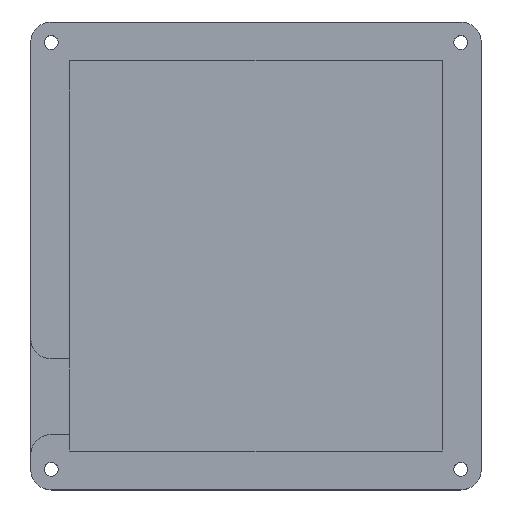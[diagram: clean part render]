
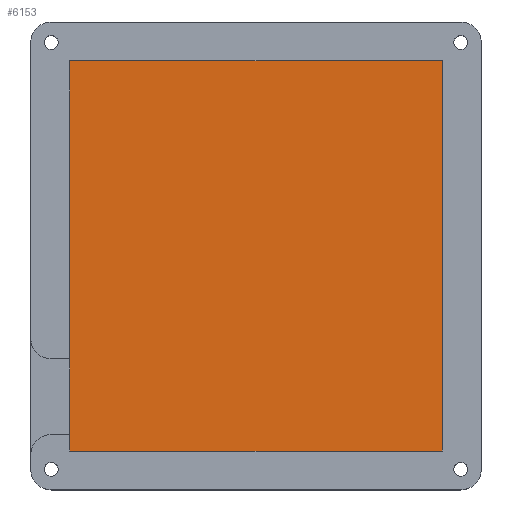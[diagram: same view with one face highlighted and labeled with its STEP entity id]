
A CAD part, top view. The second image highlights one B-rep face of the part: STEP entity #6153.
In plain terms, the highlighted planar face has unit normal (0, 0, 1).
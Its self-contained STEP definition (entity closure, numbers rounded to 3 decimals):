
#196=PLANE('',#6317);
#518=FACE_OUTER_BOUND('',#874,.T.);
#874=EDGE_LOOP('',(#5568,#5569,#5570,#5571));
#1368=LINE('',#12380,#1856);
#1369=LINE('',#12382,#1857);
#1370=LINE('',#12384,#1858);
#1371=LINE('',#12385,#1859);
#1856=VECTOR('',#7084,10.);
#1857=VECTOR('',#7085,10.);
#1858=VECTOR('',#7086,10.);
#1859=VECTOR('',#7087,10.);
#2874=VERTEX_POINT('',#12378);
#2875=VERTEX_POINT('',#12379);
#2876=VERTEX_POINT('',#12381);
#2877=VERTEX_POINT('',#12383);
#3780=EDGE_CURVE('',#2874,#2875,#1368,.T.);
#3781=EDGE_CURVE('',#2876,#2874,#1369,.T.);
#3782=EDGE_CURVE('',#2877,#2876,#1370,.T.);
#3783=EDGE_CURVE('',#2875,#2877,#1371,.T.);
#5568=ORIENTED_EDGE('',*,*,#3780,.F.);
#5569=ORIENTED_EDGE('',*,*,#3781,.F.);
#5570=ORIENTED_EDGE('',*,*,#3782,.F.);
#5571=ORIENTED_EDGE('',*,*,#3783,.F.);
#6153=ADVANCED_FACE('',(#518),#196,.T.);
#6317=AXIS2_PLACEMENT_3D('',#12377,#7082,#7083);
#7082=DIRECTION('center_axis',(0.,0.,1.));
#7083=DIRECTION('ref_axis',(1.,0.,0.));
#7084=DIRECTION('',(-1.,0.,0.));
#7085=DIRECTION('',(0.,-1.,0.));
#7086=DIRECTION('',(1.,0.,0.));
#7087=DIRECTION('',(0.,1.,0.));
#12377=CARTESIAN_POINT('Origin',(25.5,-19.825,3.));
#12378=CARTESIAN_POINT('',(71.,-67.45,3.));
#12379=CARTESIAN_POINT('',(-20.,-67.45,3.));
#12380=CARTESIAN_POINT('',(48.25,-67.45,3.));
#12381=CARTESIAN_POINT('',(71.,27.8,3.));
#12382=CARTESIAN_POINT('',(71.,3.987,3.));
#12383=CARTESIAN_POINT('',(-20.,27.8,3.));
#12384=CARTESIAN_POINT('',(2.75,27.8,3.));
#12385=CARTESIAN_POINT('',(-20.,-43.638,3.));
